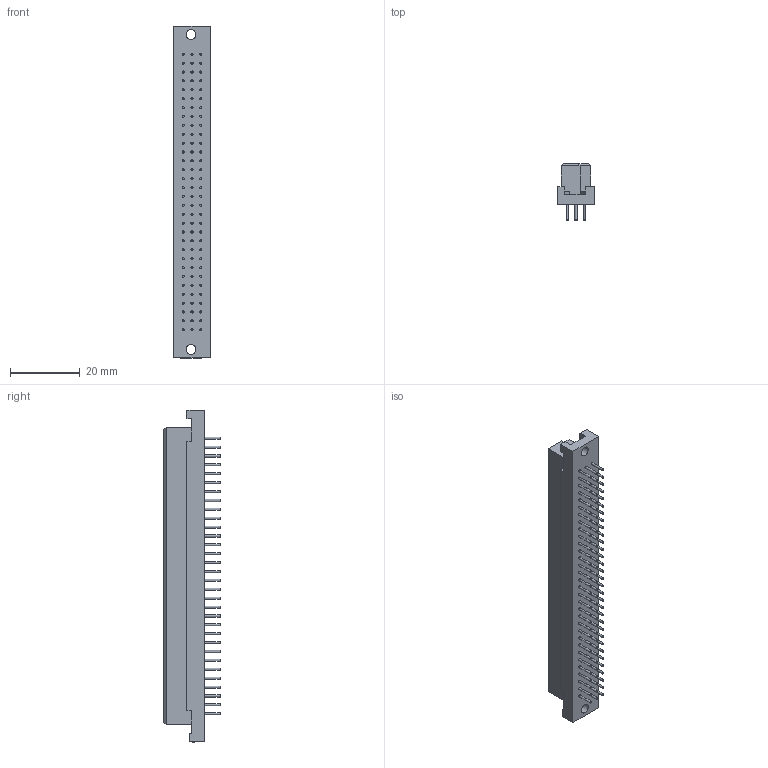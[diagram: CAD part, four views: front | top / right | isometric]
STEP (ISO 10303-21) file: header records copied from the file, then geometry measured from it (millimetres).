
FILE_DESCRIPTION(/* description */ (''),/* implementation_level */ '2;1');
FILE_NAME(/* name */ '09032967825.step',/* time_stamp */ '2022-05-30T22:21:07+02:00',/* author */ (''),/* organization */ (''),/* preprocessor_version */ 'ST-DEVELOPER v18.1',/* originating_system */ 'Autodesk Translation Framework v10.14.0.1471',/* authorisation */ '');
FILE_SCHEMA (('AUTOMOTIVE_DESIGN { 1 0 10303 214 3 1 1 }'));
Length unit declared in the file: millimetre
Products named in the file (1): (Unsaved)
Bounding box: 10.5 x 16.1 x 94.9 mm (x, y, z)
Volume: 9451.1 mm3; surface area: 5241.8 mm2
Topology: 1 solids, 1 shells, 724 faces, 1578 edges, 1048 vertices
Faces by surface type: plane 626, cylinder 98
Full cylindrical faces by diameter (mm): 0.6 x96, 2.8 x2
Entity records: 20109 total; most frequent: CARTESIAN_POINT 3351, DIRECTION 3224, ORIENTED_EDGE 3156, EDGE_CURVE 1578, LINE 1382, VECTOR 1382, VERTEX_POINT 1048, AXIS2_PLACEMENT_3D 921
